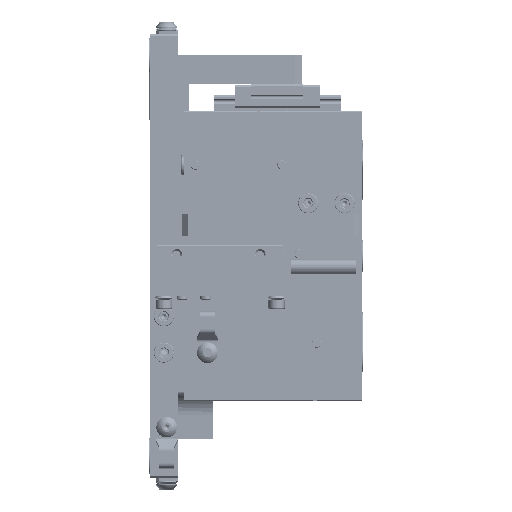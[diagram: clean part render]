
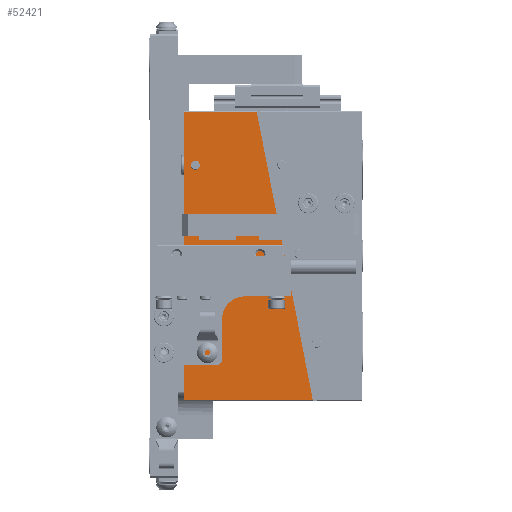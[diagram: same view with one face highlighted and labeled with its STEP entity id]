
A CAD part, left-side view. The second image highlights one B-rep face of the part: STEP entity #52421.
In plain terms, the highlighted planar face has unit normal (-1, 0, 0).
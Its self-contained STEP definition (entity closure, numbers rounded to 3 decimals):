
#1396 = VERTEX_POINT ( 'NONE', #11071 ) ;
#2712 = CARTESIAN_POINT ( 'NONE',  ( -42.5, 0., -37.5 ) ) ;
#3217 = PLANE ( 'NONE',  #140706 ) ;
#5341 = VERTEX_POINT ( 'NONE', #146283 ) ;
#5510 = VERTEX_POINT ( 'NONE', #66359 ) ;
#7437 = VECTOR ( 'NONE', #44899, 1000. ) ;
#11071 = CARTESIAN_POINT ( 'NONE',  ( -42.5, -5.35, -1.25 ) ) ;
#11837 = EDGE_LOOP ( 'NONE', ( #100660, #102758 ) ) ;
#14162 = CIRCLE ( 'NONE', #58503, 1.25 ) ;
#14934 = DIRECTION ( 'NONE',  ( 0., 0., 1. ) ) ;
#15832 = EDGE_CURVE ( 'NONE', #30522, #45702, #103238, .T. ) ;
#15855 = AXIS2_PLACEMENT_3D ( 'NONE', #75738, #101163, #148677 ) ;
#16796 = CIRCLE ( 'NONE', #15855, 1.25 ) ;
#17713 = CARTESIAN_POINT ( 'NONE',  ( -42.5, 0., 39.5 ) ) ;
#27578 = ORIENTED_EDGE ( 'NONE', *, *, #147752, .F. ) ;
#28124 = CARTESIAN_POINT ( 'NONE',  ( -42.5, -5.35, 0. ) ) ;
#29390 = CARTESIAN_POINT ( 'NONE',  ( -42.5, 0., -39.5 ) ) ;
#30522 = VERTEX_POINT ( 'NONE', #143175 ) ;
#33910 = CARTESIAN_POINT ( 'NONE',  ( -42.5, -5.35, 26.25 ) ) ;
#40634 = DIRECTION ( 'NONE',  ( 0., 0., 1. ) ) ;
#43317 = ORIENTED_EDGE ( 'NONE', *, *, #149259, .F. ) ;
#44899 = DIRECTION ( 'NONE',  ( 0., 0.191, 0.982 ) ) ;
#45702 = VERTEX_POINT ( 'NONE', #51762 ) ;
#46295 = ORIENTED_EDGE ( 'NONE', *, *, #146728, .F. ) ;
#46484 = EDGE_CURVE ( 'NONE', #79850, #5510, #130087, .T. ) ;
#46816 = CARTESIAN_POINT ( 'NONE',  ( -42.5, -8.35, 37.5 ) ) ;
#50546 = AXIS2_PLACEMENT_3D ( 'NONE', #113292, #78853, #150235 ) ;
#50728 = VERTEX_POINT ( 'NONE', #150292 ) ;
#51408 = DIRECTION ( 'NONE',  ( -1., 0., 0. ) ) ;
#51762 = CARTESIAN_POINT ( 'NONE',  ( -42.5, -8.35, -39.5 ) ) ;
#52421 = ADVANCED_FACE ( 'NONE', ( #62853, #102714, #70463, #130954 ), #3217, .T. ) ;
#54068 = CARTESIAN_POINT ( 'NONE',  ( -42.5, -5.35, -23.75 ) ) ;
#54210 = DIRECTION ( 'NONE',  ( 0., 1., 0. ) ) ;
#58503 = AXIS2_PLACEMENT_3D ( 'NONE', #112670, #100540, #40634 ) ;
#59895 = VECTOR ( 'NONE', #83868, 1000. ) ;
#60036 = VERTEX_POINT ( 'NONE', #132594 ) ;
#61739 = EDGE_CURVE ( 'NONE', #50728, #75750, #91928, .T. ) ;
#62853 = FACE_OUTER_BOUND ( 'NONE', #145344, .T. ) ;
#66359 = CARTESIAN_POINT ( 'NONE',  ( -42.5, -5.35, -26.25 ) ) ;
#67196 = VECTOR ( 'NONE', #143081, 1000. ) ;
#70011 = DIRECTION ( 'NONE',  ( 0., 0., 1. ) ) ;
#70463 = FACE_BOUND ( 'NONE', #154484, .T. ) ;
#72152 = AXIS2_PLACEMENT_3D ( 'NONE', #89689, #89183, #101409 ) ;
#75738 = CARTESIAN_POINT ( 'NONE',  ( -42.5, -5.35, -25. ) ) ;
#75750 = VERTEX_POINT ( 'NONE', #125843 ) ;
#76308 = ORIENTED_EDGE ( 'NONE', *, *, #146594, .F. ) ;
#78853 = DIRECTION ( 'NONE',  ( -1., 0., 0. ) ) ;
#79850 = VERTEX_POINT ( 'NONE', #54068 ) ;
#80619 = ORIENTED_EDGE ( 'NONE', *, *, #125871, .F. ) ;
#83244 = LINE ( 'NONE', #105253, #7437 ) ;
#83868 = DIRECTION ( 'NONE',  ( 0., 0., -1. ) ) ;
#87068 = ORIENTED_EDGE ( 'NONE', *, *, #15832, .T. ) ;
#88054 = EDGE_CURVE ( 'NONE', #5510, #79850, #16796, .T. ) ;
#89183 = DIRECTION ( 'NONE',  ( -1., 0., 0. ) ) ;
#89689 = CARTESIAN_POINT ( 'NONE',  ( -42.5, -5.35, -25. ) ) ;
#91928 = LINE ( 'NONE', #17713, #95759 ) ;
#94029 = LINE ( 'NONE', #46816, #59895 ) ;
#95400 = EDGE_LOOP ( 'NONE', ( #43317, #76308 ) ) ;
#95759 = VECTOR ( 'NONE', #54210, 1000. ) ;
#96649 = EDGE_CURVE ( 'NONE', #60036, #1396, #126367, .T. ) ;
#100540 = DIRECTION ( 'NONE',  ( -1., 0., 0. ) ) ;
#100660 = ORIENTED_EDGE ( 'NONE', *, *, #46484, .F. ) ;
#101163 = DIRECTION ( 'NONE',  ( -1., 0., 0. ) ) ;
#101409 = DIRECTION ( 'NONE',  ( 0., 0., 1. ) ) ;
#102714 = FACE_BOUND ( 'NONE', #95400, .T. ) ;
#102758 = ORIENTED_EDGE ( 'NONE', *, *, #88054, .F. ) ;
#103238 = LINE ( 'NONE', #29390, #67196 ) ;
#105253 = CARTESIAN_POINT ( 'NONE',  ( -42.5, 26.579, 37.5 ) ) ;
#110064 = AXIS2_PLACEMENT_3D ( 'NONE', #28124, #51408, #14934 ) ;
#112670 = CARTESIAN_POINT ( 'NONE',  ( -42.5, -5.35, 25. ) ) ;
#113292 = CARTESIAN_POINT ( 'NONE',  ( -42.5, -5.35, 25. ) ) ;
#113388 = ORIENTED_EDGE ( 'NONE', *, *, #96649, .F. ) ;
#115127 = CIRCLE ( 'NONE', #126501, 1.25 ) ;
#119145 = CARTESIAN_POINT ( 'NONE',  ( -42.5, -5.35, 0. ) ) ;
#125843 = CARTESIAN_POINT ( 'NONE',  ( -42.5, 26.967, 39.5 ) ) ;
#125871 = EDGE_CURVE ( 'NONE', #50728, #45702, #94029, .T. ) ;
#126367 = CIRCLE ( 'NONE', #110064, 1.25 ) ;
#126501 = AXIS2_PLACEMENT_3D ( 'NONE', #119145, #129707, #70011 ) ;
#126533 = ORIENTED_EDGE ( 'NONE', *, *, #61739, .T. ) ;
#128383 = VERTEX_POINT ( 'NONE', #33910 ) ;
#129707 = DIRECTION ( 'NONE',  ( -1., 0., 0. ) ) ;
#130087 = CIRCLE ( 'NONE', #72152, 1.25 ) ;
#130954 = FACE_BOUND ( 'NONE', #11837, .T. ) ;
#132594 = CARTESIAN_POINT ( 'NONE',  ( -42.5, -5.35, 1.25 ) ) ;
#137041 = DIRECTION ( 'NONE',  ( 0., 0., 1. ) ) ;
#140706 = AXIS2_PLACEMENT_3D ( 'NONE', #2712, #148692, #137041 ) ;
#143081 = DIRECTION ( 'NONE',  ( 0., -1., 0. ) ) ;
#143175 = CARTESIAN_POINT ( 'NONE',  ( -42.5, 11.611, -39.5 ) ) ;
#145344 = EDGE_LOOP ( 'NONE', ( #46295, #87068, #80619, #126533 ) ) ;
#146283 = CARTESIAN_POINT ( 'NONE',  ( -42.5, -5.35, 23.75 ) ) ;
#146594 = EDGE_CURVE ( 'NONE', #5341, #128383, #153310, .T. ) ;
#146728 = EDGE_CURVE ( 'NONE', #30522, #75750, #83244, .T. ) ;
#147752 = EDGE_CURVE ( 'NONE', #1396, #60036, #115127, .T. ) ;
#148677 = DIRECTION ( 'NONE',  ( 0., 0., 1. ) ) ;
#148692 = DIRECTION ( 'NONE',  ( -1., 0., 0. ) ) ;
#149259 = EDGE_CURVE ( 'NONE', #128383, #5341, #14162, .T. ) ;
#150235 = DIRECTION ( 'NONE',  ( 0., 0., 1. ) ) ;
#150292 = CARTESIAN_POINT ( 'NONE',  ( -42.5, -8.35, 39.5 ) ) ;
#153310 = CIRCLE ( 'NONE', #50546, 1.25 ) ;
#154484 = EDGE_LOOP ( 'NONE', ( #113388, #27578 ) ) ;
